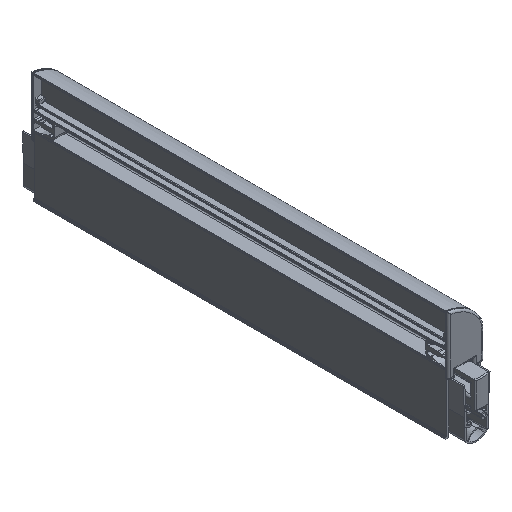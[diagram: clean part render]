
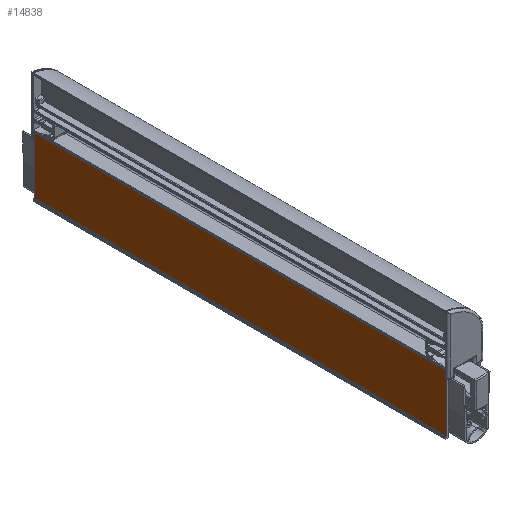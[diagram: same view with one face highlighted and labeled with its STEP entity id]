
A CAD part, isometric view. The second image highlights one B-rep face of the part: STEP entity #14838.
In plain terms, the highlighted planar face has unit normal (-1, 0, 0).
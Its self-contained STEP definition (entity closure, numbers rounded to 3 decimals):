
#1241=ORIENTED_EDGE('',*,*,#5778,.F.);
#1242=ORIENTED_EDGE('',*,*,#5777,.F.);
#1243=ORIENTED_EDGE('',*,*,#5779,.T.);
#1244=ORIENTED_EDGE('',*,*,#5780,.T.);
#5777=EDGE_CURVE('',#8040,#8039,#9538,.T.);
#5778=EDGE_CURVE('',#8039,#8041,#9539,.T.);
#5779=EDGE_CURVE('',#8040,#8042,#9540,.T.);
#5780=EDGE_CURVE('',#8042,#8041,#9541,.T.);
#8039=VERTEX_POINT('',#21286);
#8040=VERTEX_POINT('',#21288);
#8041=VERTEX_POINT('',#21292);
#8042=VERTEX_POINT('',#21294);
#9538=LINE('',#21289,#11029);
#9539=LINE('',#21291,#11030);
#9540=LINE('',#21293,#11031);
#9541=LINE('',#21295,#11032);
#11029=VECTOR('',#17292,1000.);
#11030=VECTOR('',#17295,1000.);
#11031=VECTOR('',#17296,1000.);
#11032=VECTOR('',#17297,1000.);
#12507=EDGE_LOOP('',(#1241,#1242,#1243,#1244));
#13410=FACE_BOUND('',#12507,.T.);
#14305=PLANE('',#15985);
#14838=ADVANCED_FACE('',(#13410),#14305,.T.);
#15985=AXIS2_PLACEMENT_3D('',#21290,#17293,#17294);
#17292=DIRECTION('',(0.,-1.,0.));
#17293=DIRECTION('',(-1.,0.,0.));
#17294=DIRECTION('',(0.,0.,1.));
#17295=DIRECTION('',(0.,0.,-1.));
#17296=DIRECTION('',(0.,0.,-1.));
#17297=DIRECTION('',(0.,-1.,0.));
#21286=CARTESIAN_POINT('',(-7.4,0.,-2.2));
#21288=CARTESIAN_POINT('',(-7.4,200.,-2.2));
#21289=CARTESIAN_POINT('',(-7.4,200.,-2.2));
#21290=CARTESIAN_POINT('',(-7.4,200.,-2.2));
#21291=CARTESIAN_POINT('',(-7.4,0.,-2.2));
#21292=CARTESIAN_POINT('',(-7.4,0.,-29.8));
#21293=CARTESIAN_POINT('',(-7.4,200.,-2.2));
#21294=CARTESIAN_POINT('',(-7.4,200.,-29.8));
#21295=CARTESIAN_POINT('',(-7.4,200.,-29.8));
